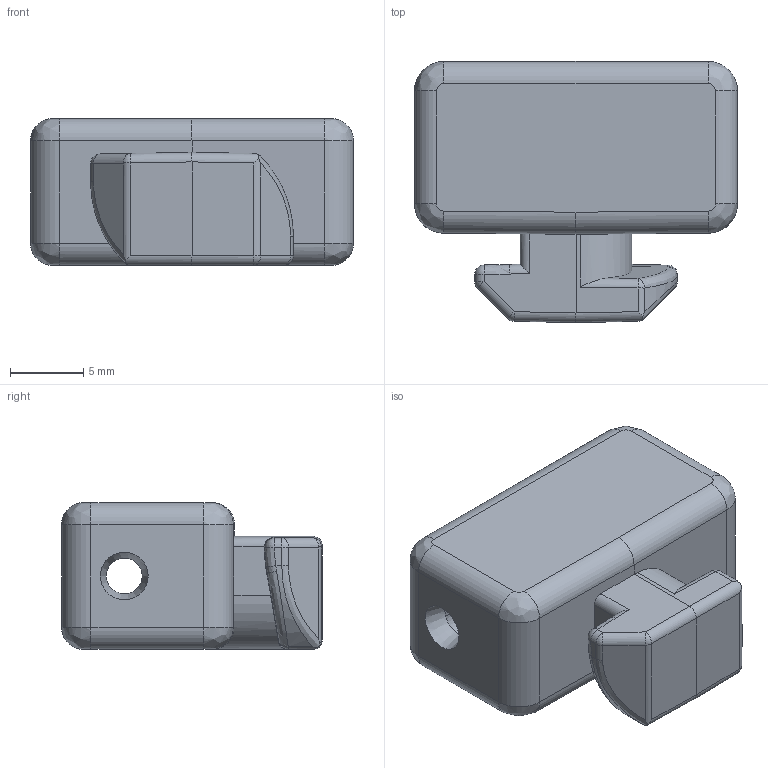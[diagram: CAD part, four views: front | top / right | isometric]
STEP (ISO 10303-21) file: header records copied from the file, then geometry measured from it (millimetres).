
FILE_DESCRIPTION(/* description */ ('PANEL BRACKET 30-8'),/* implementation_level */ '2;1');
FILE_NAME(/* name */ 'cover-clip_R.stp',/* time_stamp */ '2024-01-22T10:29:54+01:00',/* author */ ('Mikuláček'),/* organization */ (''),/* preprocessor_version */ 'ST-DEVELOPER v19.2',/* originating_system */ 'Autodesk Inventor 2023',/* authorisation */ '');
FILE_SCHEMA (('AUTOMOTIVE_DESIGN { 1 0 10303 214 3 1 1 }'));
Length unit declared in the file: millimetre
Products named in the file (1): cover-clip
Bounding box: 22 x 17.77 x 10 mm (x, y, z)
Volume: 2825 mm3; surface area: 1466.1 mm2
Topology: 1 solids, 1 shells, 96 faces, 224 edges, 132 vertices
Faces by surface type: cylinder 41, plane 26, bspline 17, sphere 8, cone 4
Entity records: 3071 total; most frequent: CARTESIAN_POINT 845, DIRECTION 471, ORIENTED_EDGE 448, EDGE_CURVE 224, AXIS2_PLACEMENT_3D 182, VERTEX_POINT 131, LINE 107, VECTOR 107
